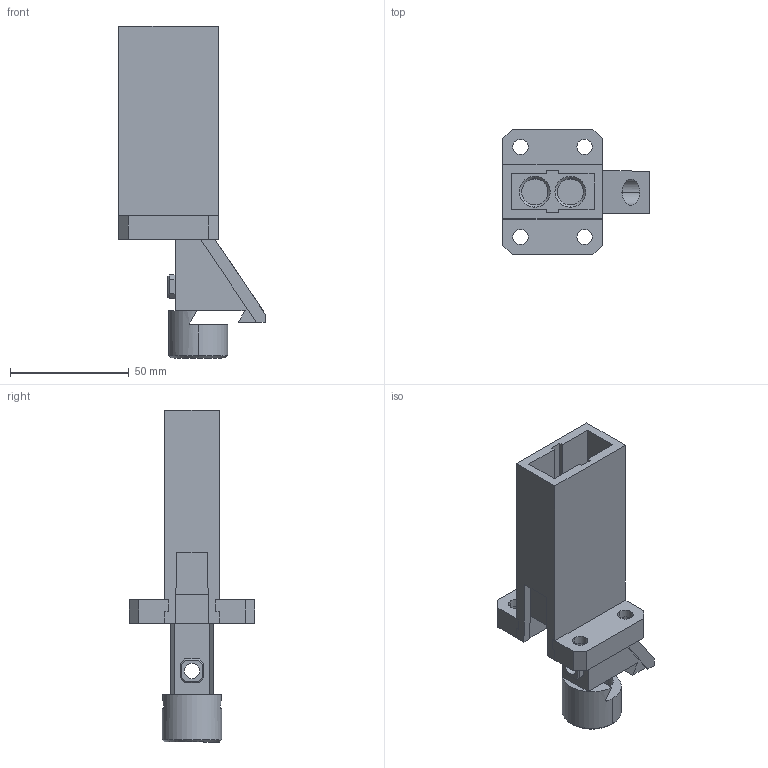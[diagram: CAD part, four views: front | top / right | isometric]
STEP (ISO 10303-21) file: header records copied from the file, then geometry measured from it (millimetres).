
FILE_DESCRIPTION (( 'STEP AP214' ), '1' );
FILE_NAME ('ŠJŽ¦—p_SC01_.STEP', '2017-06-23T09:41:09', ( '' ), ( '' ), 'SwSTEP 2.0', 'SolidWorks 2016', '' );
FILE_SCHEMA (( 'AUTOMOTIVE_DESIGN' ));
Length unit declared in the file: millimetre
Products named in the file (6): 開示用_SC01_02_Slidecore; 開示用_SC01_01_Holder_; 開示用_SC01_; 開示用_SC01_03_Holdcore; 開示用_SC01_04_Keyblock; 開示用_SC01_05_Pullerblock
Assembly tree (5 placements, depth 2):
  開示用_SC01_
    開示用_SC01_01_Holder_
    開示用_SC01_02_Slidecore
    開示用_SC01_03_Holdcore
    開示用_SC01_04_Keyblock
    開示用_SC01_05_Pullerblock
Bounding box: 61.74 x 53 x 140 mm (x, y, z)
Volume: 84586 mm3; surface area: 44512.8 mm2
Topology: 6 solids, 6 shells, 160 faces, 403 edges, 264 vertices
Faces by surface type: plane 112, cylinder 42, cone 6
Entity records: 6779 total; most frequent: CARTESIAN_POINT 863, DIRECTION 817, ORIENTED_EDGE 806, EDGE_CURVE 403, LINE 309, VECTOR 309, VERTEX_POINT 264, AXIS2_PLACEMENT_3D 254
